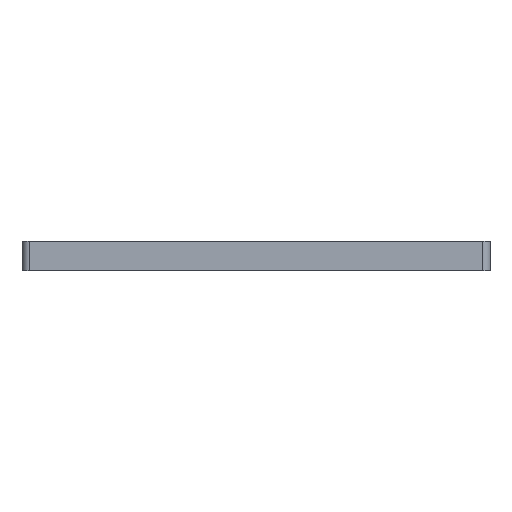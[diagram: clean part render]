
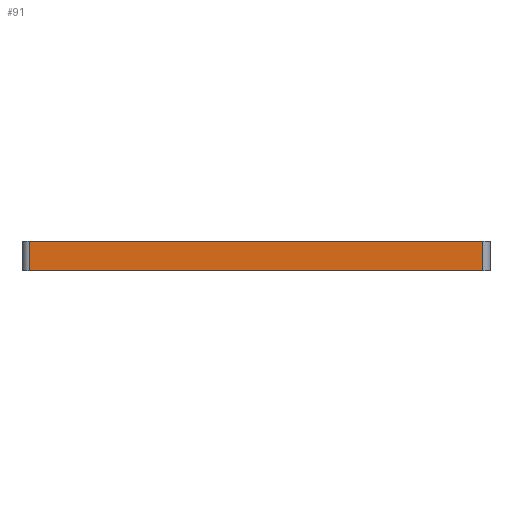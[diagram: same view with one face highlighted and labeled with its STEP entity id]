
A CAD part, left-side view. The second image highlights one B-rep face of the part: STEP entity #91.
In plain terms, the highlighted planar face has unit normal (-1, 0, 0).
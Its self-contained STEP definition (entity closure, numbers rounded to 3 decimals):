
#91=ADVANCED_FACE('',(#451),#453,.T.);
#451=FACE_BOUND('',#452,.T.);
#452=EDGE_LOOP('',(#791,#792,#793,#794));
#453=PLANE('',#454);
#454=AXIS2_PLACEMENT_3D('',#455,#456,#457);
#455=CARTESIAN_POINT('',(-28.,32.,0.));
#456=DIRECTION('',(-1.,0.,0.));
#457=DIRECTION('',(0.,-1.,0.));
#791=ORIENTED_EDGE('',*,*,#999,.F.);
#792=ORIENTED_EDGE('',*,*,#894,.T.);
#793=ORIENTED_EDGE('',*,*,#1000,.T.);
#794=ORIENTED_EDGE('',*,*,#932,.F.);
#894=EDGE_CURVE('',#1058,#1056,#1059,.T.);
#932=EDGE_CURVE('',#1132,#1134,#1135,.T.);
#999=EDGE_CURVE('',#1058,#1132,#1243,.T.);
#1000=EDGE_CURVE('',#1056,#1134,#1244,.T.);
#1056=VERTEX_POINT('',#1352);
#1058=VERTEX_POINT('',#1357);
#1059=LINE('',#1358,#1359);
#1132=VERTEX_POINT('',#1527);
#1134=VERTEX_POINT('',#1532);
#1135=LINE('',#1533,#1534);
#1243=LINE('',#1799,#1800);
#1244=LINE('',#1802,#1803);
#1352=CARTESIAN_POINT('',(-28.,-31.,0.));
#1357=CARTESIAN_POINT('',(-28.,31.,0.));
#1358=CARTESIAN_POINT('',(-28.,31.,0.));
#1359=VECTOR('',#1360,1.);
#1360=DIRECTION('',(0.,-1.,0.));
#1527=CARTESIAN_POINT('',(-28.,31.,4.));
#1532=CARTESIAN_POINT('',(-28.,-31.,4.));
#1533=CARTESIAN_POINT('',(-28.,31.,4.));
#1534=VECTOR('',#1535,1.);
#1535=DIRECTION('',(0.,-1.,0.));
#1799=CARTESIAN_POINT('',(-28.,31.,0.));
#1800=VECTOR('',#1801,1.);
#1801=DIRECTION('',(0.,0.,1.));
#1802=CARTESIAN_POINT('',(-28.,-31.,0.));
#1803=VECTOR('',#1804,1.);
#1804=DIRECTION('',(0.,0.,1.));
